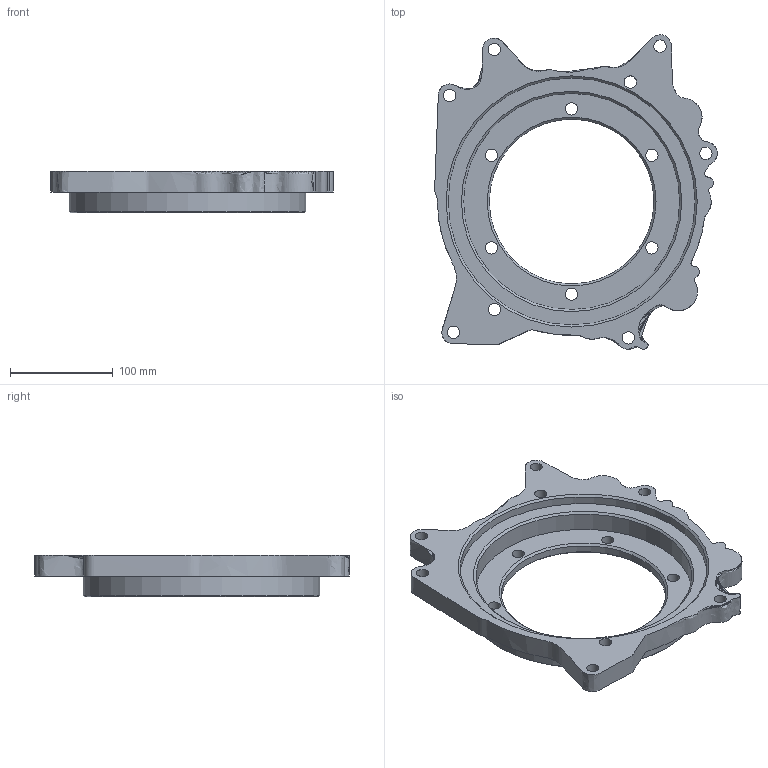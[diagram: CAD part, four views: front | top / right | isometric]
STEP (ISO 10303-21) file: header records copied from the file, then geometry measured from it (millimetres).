
FILE_DESCRIPTION(('Open CASCADE Model'),'2;1');
FILE_NAME('Open CASCADE Shape Model','2022-01-14T16:21:10',( 'Analysis Situs'),('Analysis Situs'), 'Open CASCADE STEP processor 7.4','Analysis Situs 1.1.0','Unknown');
FILE_SCHEMA(('AUTOMOTIVE_DESIGN { 1 0 10303 214 1 1 1 1 }'));
Length unit declared in the file: millimetre
Products named in the file (1): Open CASCADE STEP translator 7.4 1
Bounding box: 274.48 x 305.55 x 40 mm (x, y, z)
Volume: 273273.7 mm3; surface area: 112772.4 mm2
Topology: 1 solids, 1 shells, 29 faces, 69 edges, 45 vertices
Faces by surface type: cylinder 18, cone 5, plane 5, bspline 1
Full cylindrical faces by diameter (mm): 12 x14, 160 x1, 210 x1, 230 x1, 240 x1
Entity records: 23048 total; most frequent: CARTESIAN_POINT 21550, DIRECTION 290, ORIENTED_EDGE 138, PCURVE 138, DEFINITIONAL_REPRESENTATION 138, LINE 120, VECTOR 120, AXIS2_PLACEMENT_3D 72
